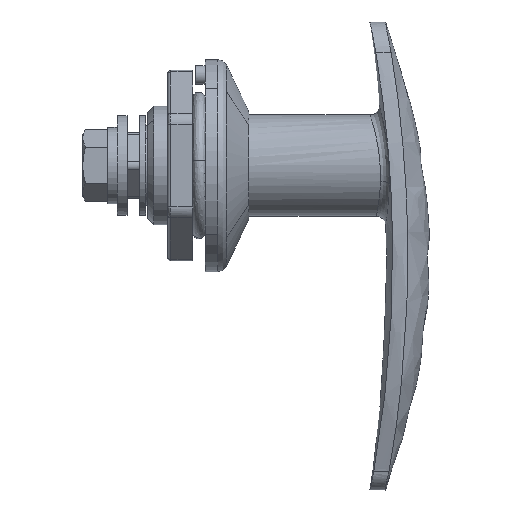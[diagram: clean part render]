
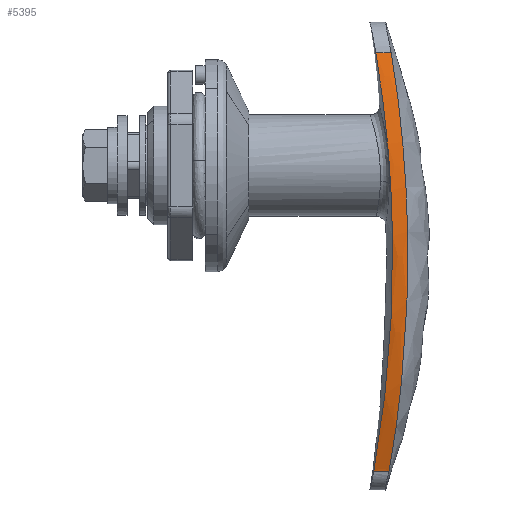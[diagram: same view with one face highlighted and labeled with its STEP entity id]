
A CAD part, left-side view. The second image highlights one B-rep face of the part: STEP entity #5395.
In plain terms, the highlighted free-form (B-spline) face has degree [3, 3] with [4, 14] control points.
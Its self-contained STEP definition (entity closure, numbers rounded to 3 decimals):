
#4905=CARTESIAN_POINT('',(-20.029,3.555,-49.027));
#4906=VERTEX_POINT('',#4905);
#4947=CARTESIAN_POINT('',(-22.474,3.554,-49.035));
#4948=VERTEX_POINT('',#4947);
#4984=CARTESIAN_POINT('',(-20.029,3.555,-49.027));
#4985=CARTESIAN_POINT('',(-22.474,3.554,-49.035));
#4986=QUASI_UNIFORM_CURVE('',1,(#4984,#4985),.UNSPECIFIED.,.F.,.U.);
#4987=EDGE_CURVE('',#4906,#4948,#4986,.T.);
#5105=CARTESIAN_POINT('',(-20.364,5.947,18.081));
#5106=VERTEX_POINT('',#5105);
#5142=CARTESIAN_POINT('',(-22.822,5.946,18.088));
#5143=VERTEX_POINT('',#5142);
#5144=CARTESIAN_POINT('',(-22.822,5.946,18.088));
#5145=CARTESIAN_POINT('',(-20.364,5.947,18.081));
#5146=QUASI_UNIFORM_CURVE('',1,(#5144,#5145),.UNSPECIFIED.,.F.,.U.);
#5147=EDGE_CURVE('',#5143,#5106,#5146,.T.);
#5300=CARTESIAN_POINT('',(-20.285,5.889,18.476));
#5301=CARTESIAN_POINT('',(-21.109,5.889,18.476));
#5302=CARTESIAN_POINT('',(-21.933,5.889,18.475));
#5303=CARTESIAN_POINT('',(-22.756,5.889,18.475));
#5304=CARTESIAN_POINT('',(-20.322,5.913,18.262));
#5305=CARTESIAN_POINT('',(-21.148,5.913,18.261));
#5306=CARTESIAN_POINT('',(-21.975,5.913,18.261));
#5307=CARTESIAN_POINT('',(-22.802,5.913,18.261));
#5308=CARTESIAN_POINT('',(-20.386,5.977,17.877));
#5309=CARTESIAN_POINT('',(-21.217,5.977,17.877));
#5310=CARTESIAN_POINT('',(-22.047,5.977,17.877));
#5311=CARTESIAN_POINT('',(-22.878,5.977,17.877));
#5312=CARTESIAN_POINT('',(-20.613,6.382,16.5));
#5313=CARTESIAN_POINT('',(-21.44,6.382,16.5));
#5314=CARTESIAN_POINT('',(-22.266,6.382,16.5));
#5315=CARTESIAN_POINT('',(-23.093,6.382,16.5));
#5316=CARTESIAN_POINT('',(-21.209,7.336,12.667));
#5317=CARTESIAN_POINT('',(-22.036,7.336,12.667));
#5318=CARTESIAN_POINT('',(-22.864,7.336,12.667));
#5319=CARTESIAN_POINT('',(-23.692,7.336,12.667));
#5320=CARTESIAN_POINT('',(-21.939,8.541,6.902));
#5321=CARTESIAN_POINT('',(-22.762,8.541,6.902));
#5322=CARTESIAN_POINT('',(-23.584,8.541,6.902));
#5323=CARTESIAN_POINT('',(-24.406,8.541,6.902));
#5324=CARTESIAN_POINT('',(-22.8,9.84,-2.701));
#5325=CARTESIAN_POINT('',(-23.62,9.84,-2.701));
#5326=CARTESIAN_POINT('',(-24.439,9.84,-2.701));
#5327=CARTESIAN_POINT('',(-25.259,9.84,-2.701));
#5328=CARTESIAN_POINT('',(-23.36,10.462,-17.763));
#5329=CARTESIAN_POINT('',(-24.177,10.462,-17.763));
#5330=CARTESIAN_POINT('',(-24.994,10.462,-17.763));
#5331=CARTESIAN_POINT('',(-25.811,10.462,-17.763));
#5332=CARTESIAN_POINT('',(-22.364,8.244,-33.703));
#5333=CARTESIAN_POINT('',(-23.182,8.244,-33.703));
#5334=CARTESIAN_POINT('',(-24.001,8.244,-33.703));
#5335=CARTESIAN_POINT('',(-24.819,8.244,-33.703));
#5336=CARTESIAN_POINT('',(-20.743,5.006,-44.805));
#5337=CARTESIAN_POINT('',(-21.573,5.006,-44.805));
#5338=CARTESIAN_POINT('',(-22.403,5.006,-44.805));
#5339=CARTESIAN_POINT('',(-23.233,5.006,-44.806));
#5340=CARTESIAN_POINT('',(-20.181,3.832,-48.091));
#5341=CARTESIAN_POINT('',(-21.01,3.832,-48.091));
#5342=CARTESIAN_POINT('',(-21.84,3.832,-48.091));
#5343=CARTESIAN_POINT('',(-22.67,3.832,-48.091));
#5344=CARTESIAN_POINT('',(-20.051,3.581,-48.83));
#5345=CARTESIAN_POINT('',(-20.883,3.581,-48.83));
#5346=CARTESIAN_POINT('',(-21.714,3.581,-48.83));
#5347=CARTESIAN_POINT('',(-22.546,3.581,-48.83));
#5348=CARTESIAN_POINT('',(-19.995,3.527,-49.147));
#5349=CARTESIAN_POINT('',(-20.817,3.527,-49.147));
#5350=CARTESIAN_POINT('',(-21.638,3.527,-49.147));
#5351=CARTESIAN_POINT('',(-22.459,3.527,-49.147));
#5352=CARTESIAN_POINT('',(-19.946,3.504,-49.42));
#5353=CARTESIAN_POINT('',(-20.756,3.504,-49.42));
#5354=CARTESIAN_POINT('',(-21.567,3.504,-49.419));
#5355=CARTESIAN_POINT('',(-22.377,3.504,-49.418));
#5356=B_SPLINE_SURFACE_WITH_KNOTS('',3,3,((#5300,#5304,#5308,#5312,#5316,#5320,#5324,#5328,#5332,#5336,#5340,#5344,#5348,#5352),(#5301,#5305,#5309,#5313,#5317,#5321,#5325,#5329,#5333,#5337,#5341,#5345,#5349,#5353),(#5302,#5306,#5310,#5314,#5318,#5322,#5326,#5330,#5334,#5338,#5342,#5346,#5350,#5354),(#5303,#5307,#5311,#5315,#5319,#5323,#5327,#5331,#5335,#5339,#5343,#5347,#5351,#5355)),.UNSPECIFIED.,.F.,.F.,.U.,(4,4),(4,1,1,1,1,1,1,1,1,1,1,4),(0.0,2.49),(0.0,0.692,1.239,4.406,12.903,19.299,34.063,58.761,67.834,69.185,69.33,70.217),.UNSPECIFIED.);
#5357=CARTESIAN_POINT('',(-20.364,5.947,18.081));
#5358=CARTESIAN_POINT('',(-20.378,5.963,17.998));
#5359=CARTESIAN_POINT('',(-20.42,6.016,17.744));
#5360=CARTESIAN_POINT('',(-20.625,6.382,16.5));
#5361=CARTESIAN_POINT('',(-21.221,7.336,12.667));
#5362=CARTESIAN_POINT('',(-21.952,8.541,6.902));
#5363=CARTESIAN_POINT('',(-22.812,9.84,-2.701));
#5364=CARTESIAN_POINT('',(-23.372,10.462,-17.763));
#5365=CARTESIAN_POINT('',(-22.376,8.244,-33.703));
#5366=CARTESIAN_POINT('',(-20.756,5.006,-44.805));
#5367=CARTESIAN_POINT('',(-20.193,3.832,-48.091));
#5368=CARTESIAN_POINT('',(-20.087,3.626,-48.698));
#5369=CARTESIAN_POINT('',(-20.054,3.581,-48.885));
#5370=CARTESIAN_POINT('',(-20.029,3.555,-49.027));
#5371=B_SPLINE_CURVE_WITH_KNOTS('',3,(#5357,#5358,#5359,#5360,#5361,#5362,#5363,#5364,#5365,#5366,#5367,#5368,#5369,#5370),.UNSPECIFIED.,.F.,.U.,(4,1,1,1,1,1,1,1,1,1,1,4),(0.068,0.071,0.078,0.119,0.228,0.31,0.5,0.817,0.934,0.951,0.953,0.959),.UNSPECIFIED.);
#5372=EDGE_CURVE('',#5106,#4906,#5371,.T.);
#5373=ORIENTED_EDGE('',*,*,#5372,.T.);
#5374=ORIENTED_EDGE('',*,*,#4987,.T.);
#5375=CARTESIAN_POINT('',(-22.822,5.946,18.088));
#5376=CARTESIAN_POINT('',(-22.839,5.962,18.003));
#5377=CARTESIAN_POINT('',(-22.886,6.015,17.747));
#5378=CARTESIAN_POINT('',(-23.081,6.382,16.5));
#5379=CARTESIAN_POINT('',(-23.68,7.336,12.667));
#5380=CARTESIAN_POINT('',(-24.394,8.541,6.902));
#5381=CARTESIAN_POINT('',(-25.246,9.84,-2.701));
#5382=CARTESIAN_POINT('',(-25.799,10.462,-17.763));
#5383=CARTESIAN_POINT('',(-24.807,8.244,-33.703));
#5384=CARTESIAN_POINT('',(-23.221,5.006,-44.806));
#5385=CARTESIAN_POINT('',(-22.658,3.832,-48.091));
#5386=CARTESIAN_POINT('',(-22.555,3.625,-48.701));
#5387=CARTESIAN_POINT('',(-22.512,3.579,-48.891));
#5388=CARTESIAN_POINT('',(-22.474,3.554,-49.035));
#5389=B_SPLINE_CURVE_WITH_KNOTS('',3,(#5375,#5376,#5377,#5378,#5379,#5380,#5381,#5382,#5383,#5384,#5385,#5386,#5387,#5388),.UNSPECIFIED.,.F.,.U.,(4,1,1,1,1,1,1,1,1,1,1,4),(0.067,0.071,0.078,0.119,0.228,0.31,0.5,0.817,0.934,0.951,0.953,0.959),.UNSPECIFIED.);
#5390=EDGE_CURVE('',#5143,#4948,#5389,.T.);
#5391=ORIENTED_EDGE('',*,*,#5390,.F.);
#5392=ORIENTED_EDGE('',*,*,#5147,.T.);
#5393=EDGE_LOOP('',(#5373,#5374,#5391,#5392));
#5394=FACE_OUTER_BOUND('',#5393,.T.);
#5395=ADVANCED_FACE('',(#5394),#5356,.F.);
